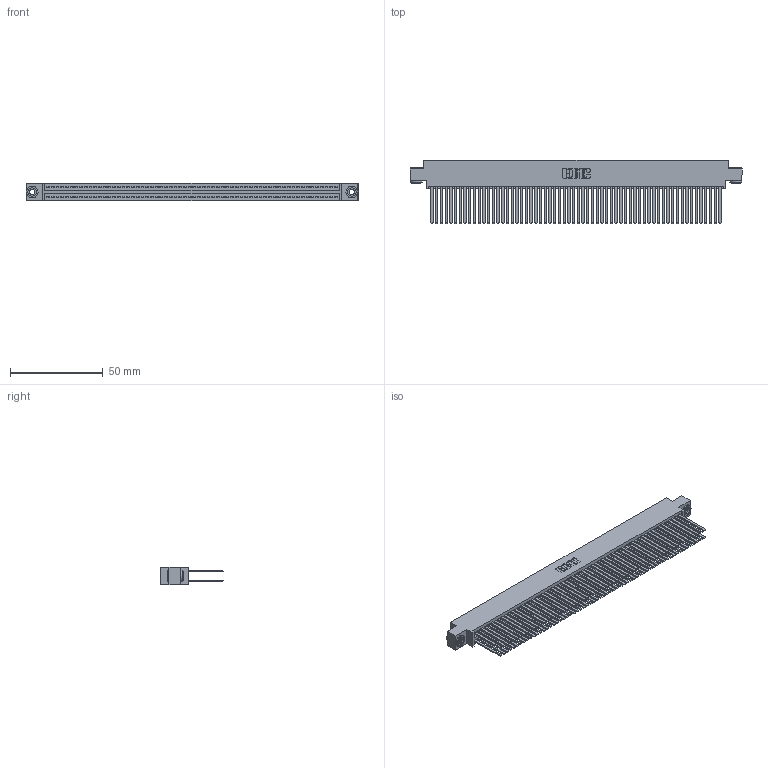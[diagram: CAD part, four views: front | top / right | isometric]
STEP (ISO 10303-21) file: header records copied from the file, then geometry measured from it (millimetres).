
FILE_DESCRIPTION (( 'STEP AP203' ), '1' );
FILE_NAME ('345-124-544-803.STEP', '2019-11-06T19:46:36', ( '' ), ( '' ), 'SwSTEP 2.0', 'SolidWorks 2016', '' );
FILE_SCHEMA (( 'CONFIG_CONTROL_DESIGN' ));
Length unit declared in the file: inch
Products named in the file (4): 345-292-001_345-293-144; 345 Part_0.170 Offset - 0.156 Dia-TH; 345-124-544-803; 345-250-002_345-250-002-102
Assembly tree (127 placements, depth 2):
  345-124-544-803
    345 Part_0.170 Offset - 0.156 Dia-TH
    345-292-001_345-293-144  x124
    345-250-002_345-250-002-102  x2
Bounding box: 178.69 x 33.96 x 9.4 mm (x, y, z)
Volume: 19187.9 mm3; surface area: 34193.4 mm2
Topology: 127 solids, 127 shells, 5624 faces, 16673 edges, 10946 vertices
Faces by surface type: plane 3690, cylinder 1926, cone 8
Entity records: 46552 total; most frequent: CARTESIAN_POINT 7759, ORIENTED_EDGE 7686, DIRECTION 6845, EDGE_CURVE 3843, VECTOR 3443, LINE 3443, VERTEX_POINT 2558, AXIS2_PLACEMENT_3D 1701
